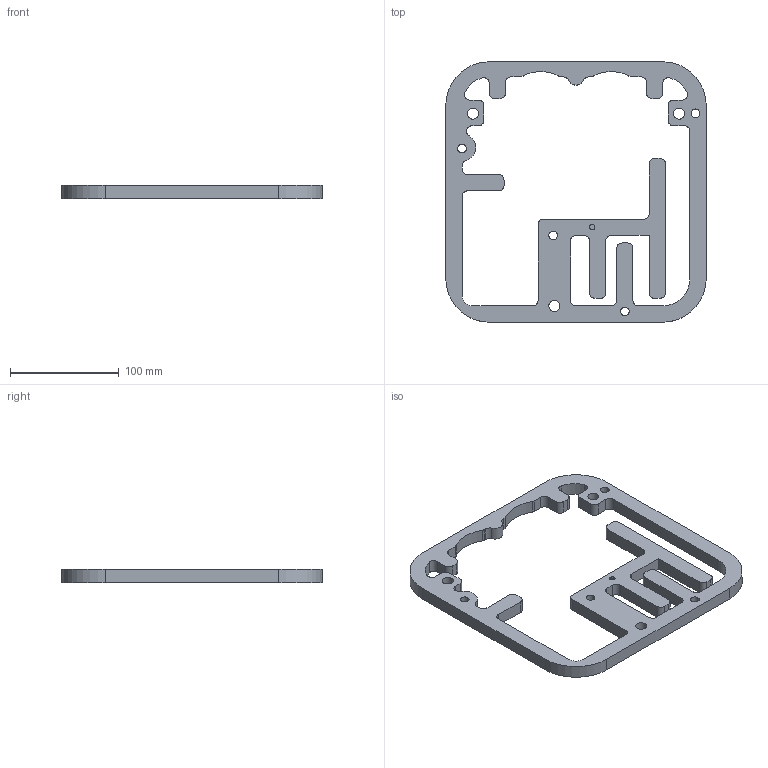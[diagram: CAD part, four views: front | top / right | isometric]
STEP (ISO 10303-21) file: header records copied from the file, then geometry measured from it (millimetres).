
FILE_DESCRIPTION(/* description */ (''),/* implementation_level */ '2;1');
FILE_NAME(/* name */ 'cabinet-layer-1.step',/* time_stamp */ '2022-03-25T15:16:57+01:00',/* author */ (''),/* organization */ (''),/* preprocessor_version */ 'ST-DEVELOPER v18.1',/* originating_system */ 'Autodesk Translation Framework v10.13.0.1454',/* authorisation */ '');
FILE_SCHEMA (('AUTOMOTIVE_DESIGN { 1 0 10303 214 3 1 1 }'));
Length unit declared in the file: millimetre
Products named in the file (1): Cabinet layer 1 - v4
Bounding box: 240 x 240 x 12 mm (x, y, z)
Volume: 255900.5 mm3; surface area: 76943.6 mm2
Topology: 1 solids, 1 shells, 112 faces, 327 edges, 218 vertices
Faces by surface type: cylinder 64, plane 48
Full cylindrical faces by diameter (mm): 5 x1, 8 x4, 10.2 x3
Entity records: 3831 total; most frequent: DIRECTION 681, CARTESIAN_POINT 658, ORIENTED_EDGE 654, EDGE_CURVE 327, AXIS2_PLACEMENT_3D 241, VERTEX_POINT 218, LINE 199, VECTOR 199
